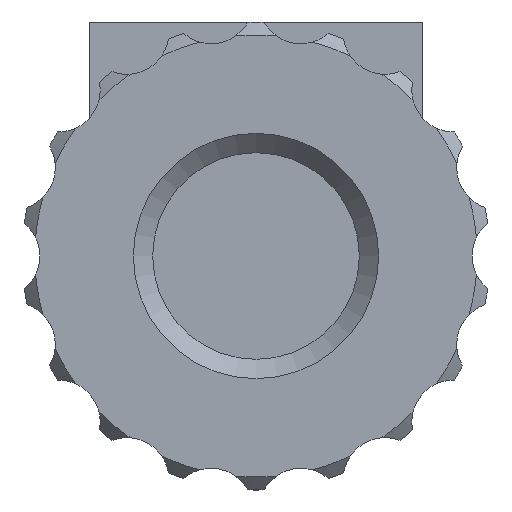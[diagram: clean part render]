
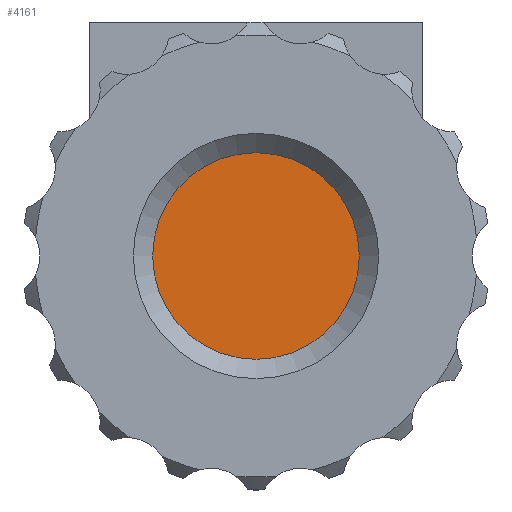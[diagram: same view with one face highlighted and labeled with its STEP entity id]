
A CAD part, front view. The second image highlights one B-rep face of the part: STEP entity #4161.
In plain terms, the highlighted planar face has unit normal (0, -1, 0).
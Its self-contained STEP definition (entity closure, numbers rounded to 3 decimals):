
#4141 = VERTEX_POINT('',#4142);
#4142 = CARTESIAN_POINT('',(3.2,-1.,0.));
#4148 = EDGE_CURVE('',#4141,#4141,#4149,.T.);
#4149 = CIRCLE('',#4150,3.2);
#4150 = AXIS2_PLACEMENT_3D('',#4151,#4152,#4153);
#4151 = CARTESIAN_POINT('',(0.,-1.,0.));
#4152 = DIRECTION('',(0.,-1.,0.));
#4153 = DIRECTION('',(1.,0.,0.));
#4161 = ADVANCED_FACE('',(#4162),#4165,.F.);
#4162 = FACE_BOUND('',#4163,.T.);
#4163 = EDGE_LOOP('',(#4164));
#4164 = ORIENTED_EDGE('',*,*,#4148,.T.);
#4165 = PLANE('',#4166);
#4166 = AXIS2_PLACEMENT_3D('',#4167,#4168,#4169);
#4167 = CARTESIAN_POINT('',(0.,-1.,0.));
#4168 = DIRECTION('',(0.,1.,0.));
#4169 = DIRECTION('',(0.,0.,1.));
